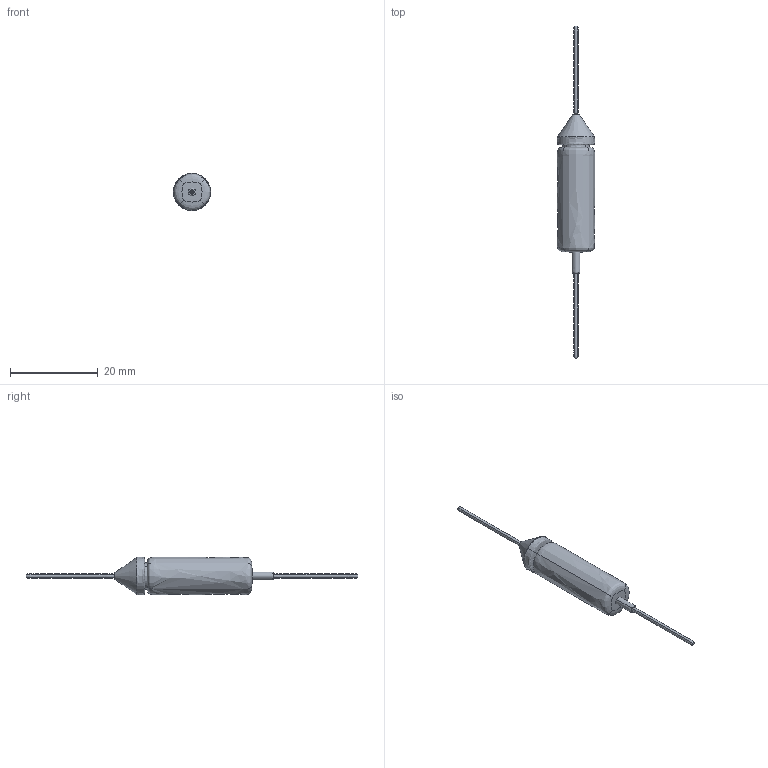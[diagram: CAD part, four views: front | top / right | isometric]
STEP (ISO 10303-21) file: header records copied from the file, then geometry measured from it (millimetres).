
FILE_DESCRIPTION(/* description */ (''),/* implementation_level */ '2;1');
FILE_NAME(/* name */ '',/* time_stamp */ '2025-12-18T22:58:59+01:00',/* author */ ('Admin'),/* organization */ (''),/* preprocessor_version */ 'ST-DEVELOPER v20.1',/* originating_system */ 'Autodesk Inventor 2026',/* authorisation */ '');
FILE_SCHEMA (('AUTOMOTIVE_DESIGN { 1 0 10303 214 3 1 1 }'));
Length unit declared in the file: inch
Products named in the file (1): Part6
Bounding box: 8.5 x 75.61 x 8.5 mm (x, y, z)
Volume: 1478.4 mm3; surface area: 1247.5 mm2
Topology: 6 solids, 7 shells, 39 faces, 75 edges, 50 vertices
Faces by surface type: bspline 36, plane 2, cone 1
Entity records: 12467 total; most frequent: CARTESIAN_POINT 11837, ORIENTED_EDGE 150, EDGE_CURVE 75, B_SPLINE_CURVE_WITH_KNOTS 72, VERTEX_POINT 50, FACE_OUTER_BOUND 39, EDGE_LOOP 39, ADVANCED_FACE 39
